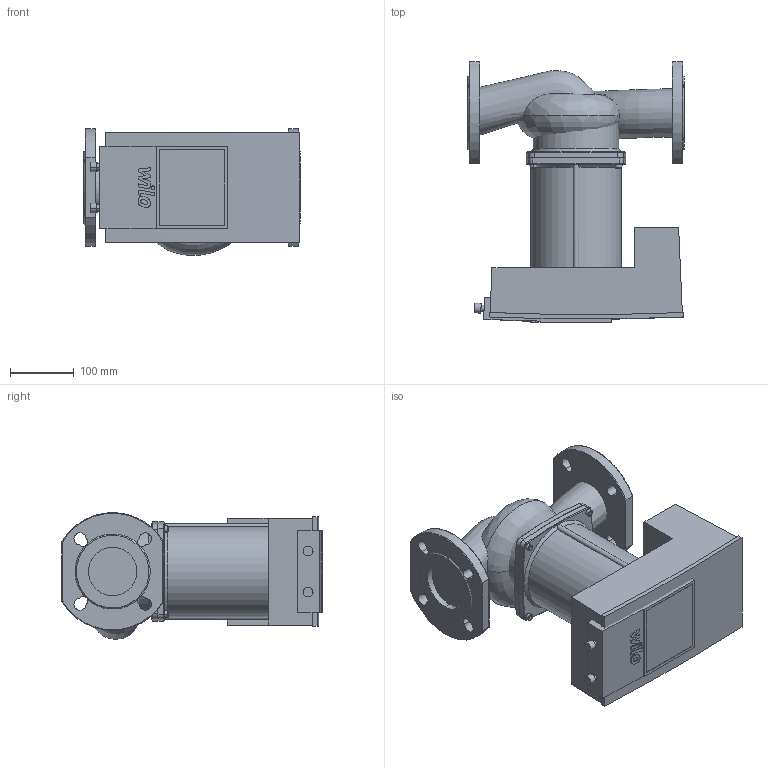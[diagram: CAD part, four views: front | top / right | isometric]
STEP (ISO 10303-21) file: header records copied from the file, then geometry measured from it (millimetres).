
FILE_DESCRIPTION((''),'2;1');
FILE_NAME('3d_YonosMAXO65_0_5-16PN6_10-2120655.stp','2016-08-29T10:29:02',(''),(''),'Mechanical Desktop 2009','Mechanical Desktop 2009',', , ');
FILE_SCHEMA(('CONFIG_CONTROL_DESIGN'));
Length unit declared in the file: millimetre
Products named in the file (1): Product
Bounding box: 340 x 409.11 x 199 mm (x, y, z)
Volume: 12683500.9 mm3; surface area: 737275.6 mm2
Topology: 11 solids, 11 shells, 259 faces, 630 edges, 405 vertices
Faces by surface type: plane 109, cylinder 60, bspline 58, cone 20, torus 12
Entity records: 15013 total; most frequent: CARTESIAN_POINT 9027, ORIENTED_EDGE 1260, DIRECTION 1141, EDGE_CURVE 630, AXIS2_PLACEMENT_3D 408, VERTEX_POINT 405, VECTOR 325, LINE 325
